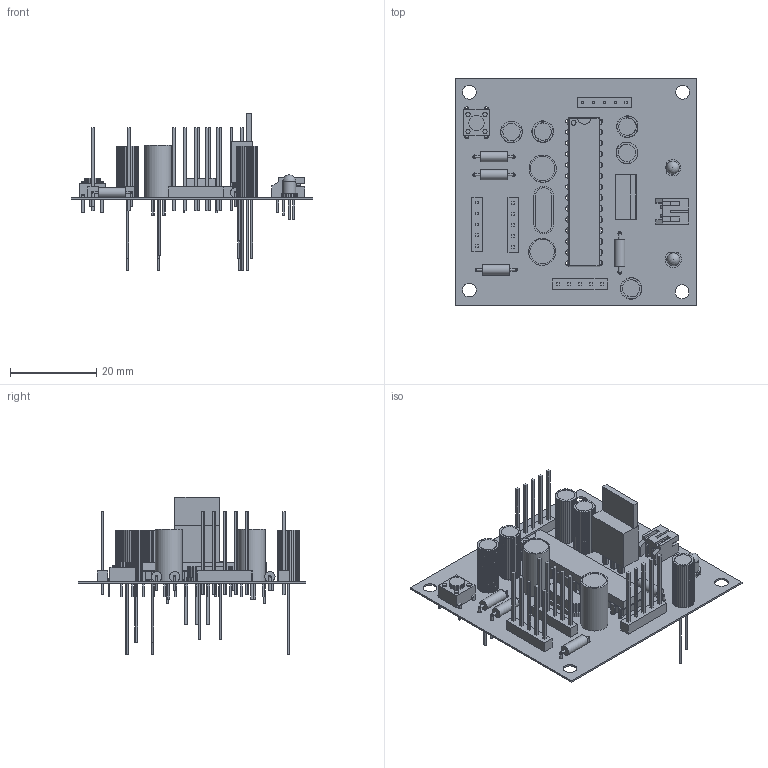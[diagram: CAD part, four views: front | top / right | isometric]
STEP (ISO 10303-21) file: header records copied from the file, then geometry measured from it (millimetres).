
FILE_DESCRIPTION(('Open CASCADE Model'),'2;1');
FILE_NAME('Open CASCADE Shape Model','2023-07-25T08:58:03',('Author'),( 'Open CASCADE'),'Open CASCADE STEP processor 7.5','Open CASCADE 7.5' ,'Unknown');
FILE_SCHEMA(('AUTOMOTIVE_DESIGN { 1 0 10303 214 1 1 1 1 }'));
Length unit declared in the file: millimetre
Products named in the file (126): PCB; Board; Open CASCADE STEP translator 7.5 1.1.1; LED-BT; 6102661152; Extruded; 6102654272; 6102665392; 6102654592; Sphere; 6102659712; Cylinder; Buzzer; 6102655392; 6102665072; 6102664912; C10; 6102661072; 6102666112; 6102655472; 6102661632; 6102653872; R5; 6102655552; 6102659232; 6102664992; 6102653712; 6102659872; 6102653392; 6102659072; HC-SR04-3; 6102658592; 6102655632; HC-SR04-2; Y; 6102661872; 6102648432; 6102647952; R4; 6102655152 ...
Assembly tree (190 placements, depth 4):
  PCB
    Board
      Open CASCADE STEP translator 7.5 1.1.1
    LED-BT
      6102661152
        Extruded
      6102654272
        Extruded
      6102665392
        Extruded
      6102654592
        Sphere
      6102659712
        Cylinder
    Buzzer
      6102655392
        Extruded
      6102654272
        Extruded
      6102665392
        Extruded
      6102665072
        Sphere
      6102664912
        Cylinder
    C10
      6102661072
        Extruded
      6102666112
        Extruded
      6102655472
        Extruded
      6102661632
        Cylinder
      6102653872
        Cylinder
    R5
      6102655552
        Cylinder
      6102659232
        Sphere
      6102664992
        Cylinder
      6102653712
        Cylinder
      6102659872
        Cylinder
      6102653392
        Cylinder
      6102659072
        Sphere
    HC-SR04-3
      6102658592  x5
        Extruded
      6102655632
        Extruded
    HC-SR04-2
      6102658592  x5
        Extruded
      6102655632
Bounding box: 56.13 x 52.96 x 36.7 mm (x, y, z)
Volume: 7000.4 mm3; surface area: 15446.1 mm2
Topology: 147 solids, 147 shells, 2034 faces, 5253 edges, 3496 vertices
Faces by surface type: plane 1827, cylinder 197, sphere 10
Full cylindrical faces by diameter (mm): 0.45 x2, 0.5 x10, 0.55 x20, 0.7 x4, 0.8 x14, 0.83 x28, 0.85 x8, 1 x8, 1.02 x20, 1.1 x3, 2.4 x4, 3 x2, 3.2 x4, 5.67 x2
Entity records: 41704 total; most frequent: CARTESIAN_POINT 6817, ORIENTED_EDGE 6452, DIRECTION 6440, EDGE_CURVE 3226, LINE 2864, VECTOR 2864, VERTEX_POINT 2151, AXIS2_PLACEMENT_3D 1788
